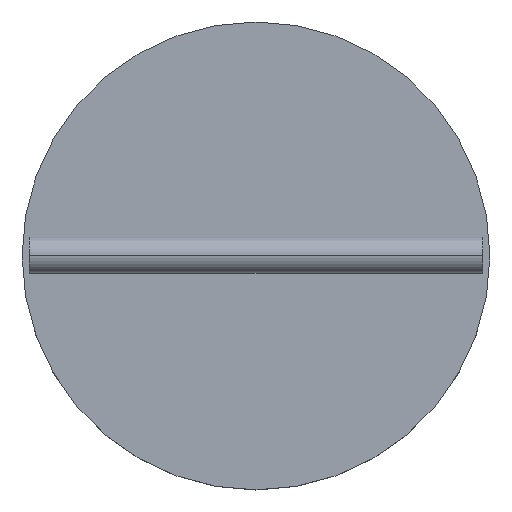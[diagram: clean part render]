
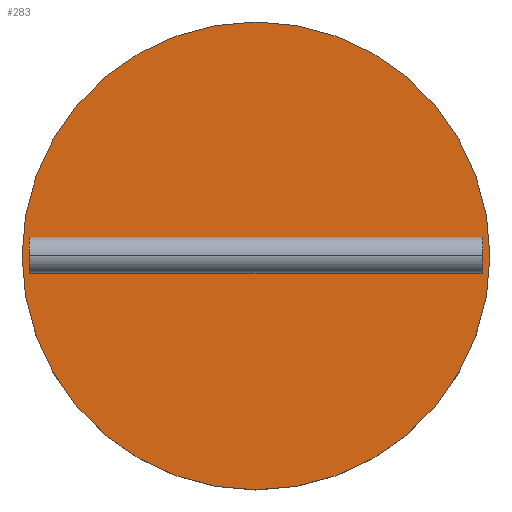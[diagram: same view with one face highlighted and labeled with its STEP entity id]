
A CAD part, top view. The second image highlights one B-rep face of the part: STEP entity #283.
In plain terms, the highlighted planar face has unit normal (0, 0, 1).
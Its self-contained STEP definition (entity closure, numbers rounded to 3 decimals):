
#6 = VECTOR ( 'NONE', #293, 1000. ) ;
#42 = CARTESIAN_POINT ( 'NONE',  ( 31.5, -2.5, 10. ) ) ;
#43 = CARTESIAN_POINT ( 'NONE',  ( 31.5, -2.5, 10. ) ) ;
#54 = LINE ( 'NONE', #289, #226 ) ;
#70 = CARTESIAN_POINT ( 'NONE',  ( -31.5, 2.5, 10. ) ) ;
#75 = ORIENTED_EDGE ( 'NONE', *, *, #248, .F. ) ;
#79 = LINE ( 'NONE', #70, #184 ) ;
#80 = LINE ( 'NONE', #196, #96 ) ;
#81 = DIRECTION ( 'NONE',  ( 0., -1., 0. ) ) ;
#84 = CARTESIAN_POINT ( 'NONE',  ( -32.5, 0., 10. ) ) ;
#90 = EDGE_LOOP ( 'NONE', ( #295, #148 ) ) ;
#92 = EDGE_CURVE ( 'NONE', #328, #192, #79, .T. ) ;
#96 = VECTOR ( 'NONE', #81, 1000. ) ;
#113 = CARTESIAN_POINT ( 'NONE',  ( 0., 0., 10. ) ) ;
#115 = ORIENTED_EDGE ( 'NONE', *, *, #475, .F. ) ;
#117 = EDGE_CURVE ( 'NONE', #192, #408, #489, .T. ) ;
#122 = VECTOR ( 'NONE', #282, 1000. ) ;
#137 = DIRECTION ( 'NONE',  ( 0., 1., 0. ) ) ;
#143 = ORIENTED_EDGE ( 'NONE', *, *, #506, .F. ) ;
#148 = ORIENTED_EDGE ( 'NONE', *, *, #306, .T. ) ;
#151 = EDGE_CURVE ( 'NONE', #249, #449, #54, .T. ) ;
#152 = ORIENTED_EDGE ( 'NONE', *, *, #117, .F. ) ;
#164 = DIRECTION ( 'NONE',  ( 1., 0., 0. ) ) ;
#172 = VECTOR ( 'NONE', #304, 1000. ) ;
#173 = FACE_BOUND ( 'NONE', #354, .T. ) ;
#177 = EDGE_LOOP ( 'NONE', ( #382, #115, #429, #152 ) ) ;
#178 = VERTEX_POINT ( 'NONE', #391 ) ;
#180 = DIRECTION ( 'NONE',  ( -1., 0., 0. ) ) ;
#184 = VECTOR ( 'NONE', #180, 1000. ) ;
#185 = CIRCLE ( 'NONE', #238, 32.5 ) ;
#190 = VERTEX_POINT ( 'NONE', #200 ) ;
#191 = VECTOR ( 'NONE', #237, 1000. ) ;
#192 = VERTEX_POINT ( 'NONE', #360 ) ;
#194 = DIRECTION ( 'NONE',  ( 1., 0., 0. ) ) ;
#196 = CARTESIAN_POINT ( 'NONE',  ( 28.5, -2.5, 10. ) ) ;
#200 = CARTESIAN_POINT ( 'NONE',  ( 28.5, 2.5, 10. ) ) ;
#205 = CARTESIAN_POINT ( 'NONE',  ( 28.5, -2.5, 10. ) ) ;
#207 = EDGE_CURVE ( 'NONE', #408, #392, #514, .T. ) ;
#226 = VECTOR ( 'NONE', #194, 1000. ) ;
#237 = DIRECTION ( 'NONE',  ( 0., 1., 0. ) ) ;
#238 = AXIS2_PLACEMENT_3D ( 'NONE', #386, #342, #399 ) ;
#248 = EDGE_CURVE ( 'NONE', #190, #249, #80, .T. ) ;
#249 = VERTEX_POINT ( 'NONE', #205 ) ;
#260 = EDGE_CURVE ( 'NONE', #326, #178, #185, .T. ) ;
#269 = CARTESIAN_POINT ( 'NONE',  ( -28.5, 2.5, 10. ) ) ;
#282 = DIRECTION ( 'NONE',  ( 1., 0., 0. ) ) ;
#283 = ADVANCED_FACE ( 'NONE', ( #387, #292, #173 ), #431, .T. ) ;
#289 = CARTESIAN_POINT ( 'NONE',  ( 28.5, -2.5, 10. ) ) ;
#292 = FACE_BOUND ( 'NONE', #177, .T. ) ;
#293 = DIRECTION ( 'NONE',  ( -1., 0., 0. ) ) ;
#295 = ORIENTED_EDGE ( 'NONE', *, *, #260, .T. ) ;
#304 = DIRECTION ( 'NONE',  ( 0., -1., 0. ) ) ;
#306 = EDGE_CURVE ( 'NONE', #178, #326, #371, .T. ) ;
#307 = VECTOR ( 'NONE', #137, 1000. ) ;
#314 = AXIS2_PLACEMENT_3D ( 'NONE', #476, #499, #164 ) ;
#319 = CARTESIAN_POINT ( 'NONE',  ( 28.5, 2.5, 10. ) ) ;
#320 = CARTESIAN_POINT ( 'NONE',  ( 31.5, 2.5, 10. ) ) ;
#322 = LINE ( 'NONE', #319, #6 ) ;
#326 = VERTEX_POINT ( 'NONE', #84 ) ;
#328 = VERTEX_POINT ( 'NONE', #269 ) ;
#329 = CARTESIAN_POINT ( 'NONE',  ( -31.5, -2.5, 10. ) ) ;
#342 = DIRECTION ( 'NONE',  ( 0., 0., 1. ) ) ;
#346 = AXIS2_PLACEMENT_3D ( 'NONE', #113, #505, #469 ) ;
#354 = EDGE_LOOP ( 'NONE', ( #437, #143, #470, #75 ) ) ;
#360 = CARTESIAN_POINT ( 'NONE',  ( -31.5, 2.5, 10. ) ) ;
#371 = CIRCLE ( 'NONE', #314, 32.5 ) ;
#374 = CARTESIAN_POINT ( 'NONE',  ( -31.5, -2.5, 10. ) ) ;
#382 = ORIENTED_EDGE ( 'NONE', *, *, #92, .F. ) ;
#386 = CARTESIAN_POINT ( 'NONE',  ( 0., 0., 10. ) ) ;
#387 = FACE_OUTER_BOUND ( 'NONE', #90, .T. ) ;
#391 = CARTESIAN_POINT ( 'NONE',  ( 32.5, 0., 10. ) ) ;
#392 = VERTEX_POINT ( 'NONE', #480 ) ;
#399 = DIRECTION ( 'NONE',  ( 1., 0., 0. ) ) ;
#401 = VERTEX_POINT ( 'NONE', #320 ) ;
#402 = LINE ( 'NONE', #43, #191 ) ;
#408 = VERTEX_POINT ( 'NONE', #374 ) ;
#416 = LINE ( 'NONE', #459, #307 ) ;
#429 = ORIENTED_EDGE ( 'NONE', *, *, #207, .F. ) ;
#431 = PLANE ( 'NONE',  #346 ) ;
#437 = ORIENTED_EDGE ( 'NONE', *, *, #444, .F. ) ;
#444 = EDGE_CURVE ( 'NONE', #401, #190, #322, .T. ) ;
#449 = VERTEX_POINT ( 'NONE', #42 ) ;
#459 = CARTESIAN_POINT ( 'NONE',  ( -28.5, -2.5, 10. ) ) ;
#469 = DIRECTION ( 'NONE',  ( 1., 0., 0. ) ) ;
#470 = ORIENTED_EDGE ( 'NONE', *, *, #151, .F. ) ;
#475 = EDGE_CURVE ( 'NONE', #392, #328, #416, .T. ) ;
#476 = CARTESIAN_POINT ( 'NONE',  ( 0., 0., 10. ) ) ;
#480 = CARTESIAN_POINT ( 'NONE',  ( -28.5, -2.5, 10. ) ) ;
#489 = LINE ( 'NONE', #329, #172 ) ;
#499 = DIRECTION ( 'NONE',  ( 0., 0., 1. ) ) ;
#505 = DIRECTION ( 'NONE',  ( 0., 0., 1. ) ) ;
#506 = EDGE_CURVE ( 'NONE', #449, #401, #402, .T. ) ;
#511 = CARTESIAN_POINT ( 'NONE',  ( -31.5, -2.5, 10. ) ) ;
#514 = LINE ( 'NONE', #511, #122 ) ;
